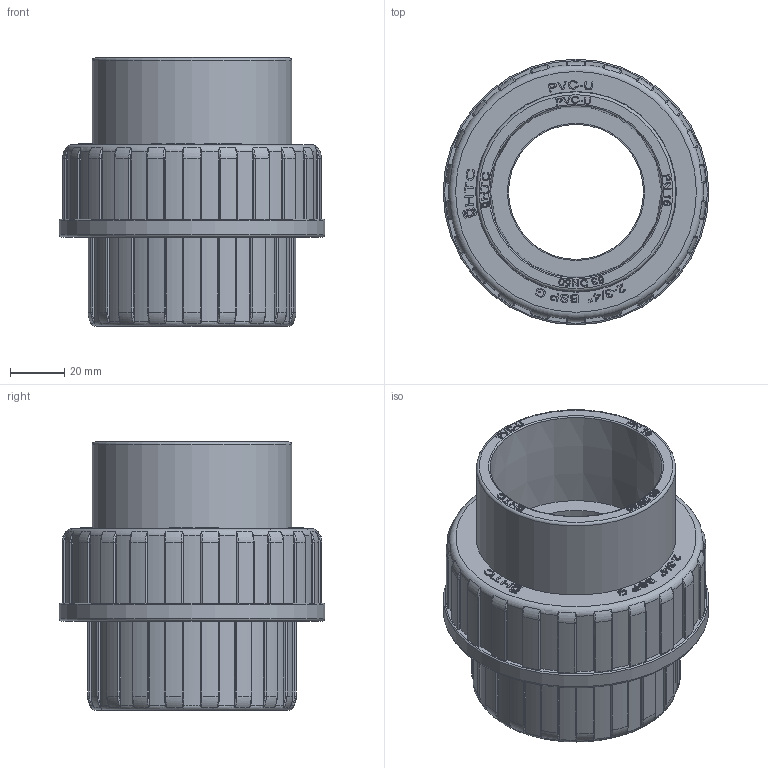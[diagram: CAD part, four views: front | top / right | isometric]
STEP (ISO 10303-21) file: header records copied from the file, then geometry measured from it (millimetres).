
FILE_DESCRIPTION(/* description */ (''),/* implementation_level */ '2;1');
FILE_NAME(/* name */ '63V型活接24.2.18.stp',/* time_stamp */ '2024-02-18T16:40:05+08:00',/* author */ (''),/* organization */ (''),/* preprocessor_version */ 'ST-DEVELOPER v16',/* originating_system */ 'SIEMENS PLM Software NX 10.0',/* authorisation */ '');
FILE_SCHEMA (('AUTOMOTIVE_DESIGN { 1 0 10303 214 3 1 1 1 }'));
Length unit declared in the file: millimetre
Products named in the file (1): gelv15B43BB212tv
Bounding box: 97.9 x 97.9 x 99.4 mm (x, y, z)
Volume: 162134.9 mm3; surface area: 91394.2 mm2
Topology: 3 solids, 4 shells, 2808 faces, 8043 edges, 5334 vertices
Faces by surface type: plane 2426, cylinder 218, bspline 84, torus 52, extrusion 25, cone 3
Full cylindrical faces by diameter (mm): 1.3 x2, 1.95 x2, 2 x1, 3 x1, 49.8 x1, 50.6 x1, 60 x2, 70 x2, 73.5 x1, 74 x1, 78 x1, 78.576 x18, 81.534 x10, 97.9 x1
Entity records: 107150 total; most frequent: CARTESIAN_POINT 44158, ORIENTED_EDGE 15834, DIRECTION 8883, EDGE_CURVE 7917, VERTEX_POINT 5269, B_SPLINE_CURVE_WITH_KNOTS 4874, AXIS2_PLACEMENT_3D 3116, EDGE_LOOP 2916
